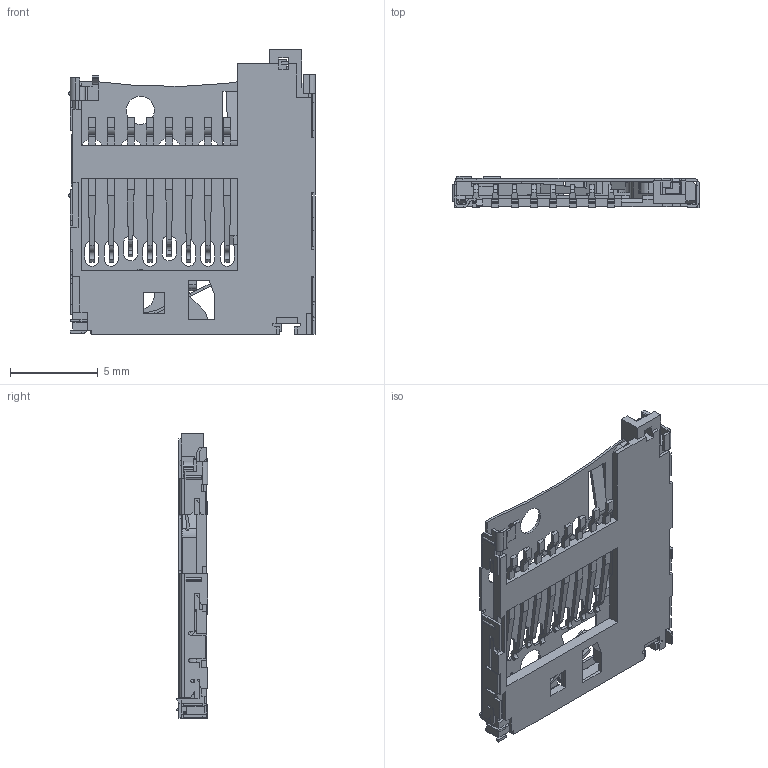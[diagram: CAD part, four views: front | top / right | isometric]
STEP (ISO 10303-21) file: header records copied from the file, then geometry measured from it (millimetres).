
FILE_DESCRIPTION(/* description */ (''),/* implementation_level */ '2;1');
FILE_NAME(/* name */ '2201778-1.step',/* time_stamp */ '2023-11-12T18:24:48+05:00',/* author */ (''),/* organization */ (''),/* preprocessor_version */ 'ST-DEVELOPER v20',/* originating_system */ 'Autodesk Translation Framework v12.14.0.127',/* authorisation */ '');
FILE_SCHEMA (('AUTOMOTIVE_DESIGN { 1 0 10303 214 3 1 1 }'));
Length unit declared in the file: millimetre
Products named in the file (1): 2201778-1
Bounding box: 14.03 x 1.8 x 16.2 mm (x, y, z)
Volume: 113.9 mm3; surface area: 886.6 mm2
Topology: 31 solids, 31 shells, 1011 faces, 2812 edges, 1850 vertices
Faces by surface type: plane 828, cylinder 183
Full cylindrical faces by diameter (mm): 1.04 x1, 1.25 x7, 1.3 x1, 1.6 x1
Entity records: 32401 total; most frequent: CARTESIAN_POINT 5866, ORIENTED_EDGE 5624, DIRECTION 5219, EDGE_CURVE 2812, LINE 2421, VECTOR 2421, VERTEX_POINT 1850, AXIS2_PLACEMENT_3D 1399
